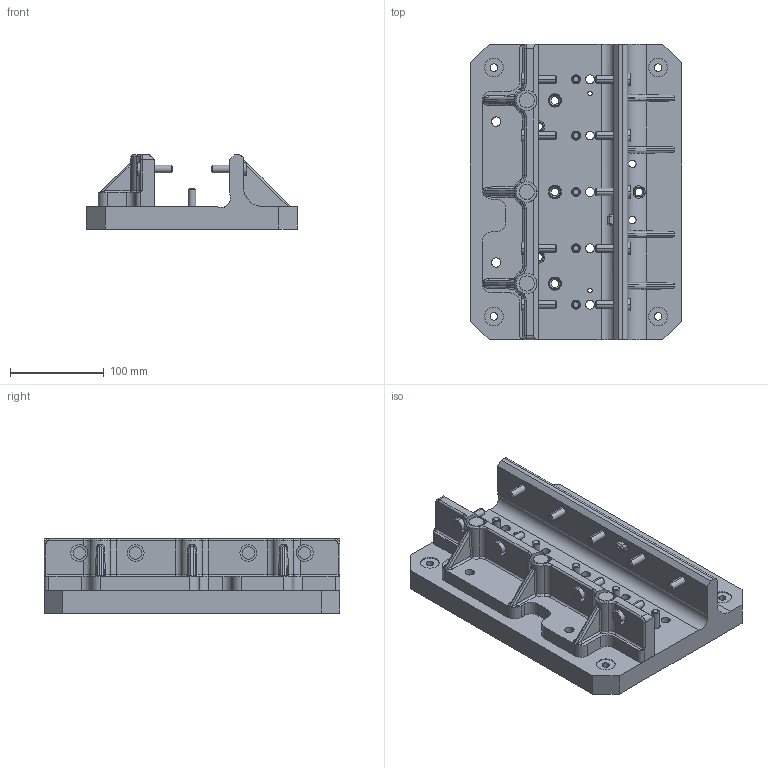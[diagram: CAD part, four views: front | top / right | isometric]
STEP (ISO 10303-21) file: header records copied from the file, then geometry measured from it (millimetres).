
FILE_DESCRIPTION(('CATIA V5 STEP'),'2;1');
FILE_NAME('AEGT052.stp','2018-07-30T04:20:18+00:00',('none'),('none'),'CATIA Version 5 Release 21 GA (IN-10)','CATIA V5 STEP AP214','none');
FILE_SCHEMA(('AUTOMOTIVE_DESIGN { 1 0 10303 214 1 1 1 1 }'));
Length unit declared in the file: millimetre
Products named in the file (1): AEGT052
Bounding box: 225 x 315 x 79 mm (x, y, z)
Volume: 2348679.6 mm3; surface area: 351495.3 mm2
Topology: 32 solids, 32 shells, 676 faces, 1594 edges, 1010 vertices
Faces by surface type: cylinder 334, plane 171, cone 110, bspline 61
Entity records: 23997 total; most frequent: CARTESIAN_POINT 9116, ORIENTED_EDGE 3168, DIRECTION 2411, EDGE_CURVE 1584, AXIS2_PLACEMENT_3D 1202, VERTEX_POINT 1010, EDGE_LOOP 834, ADVANCED_FACE 676
